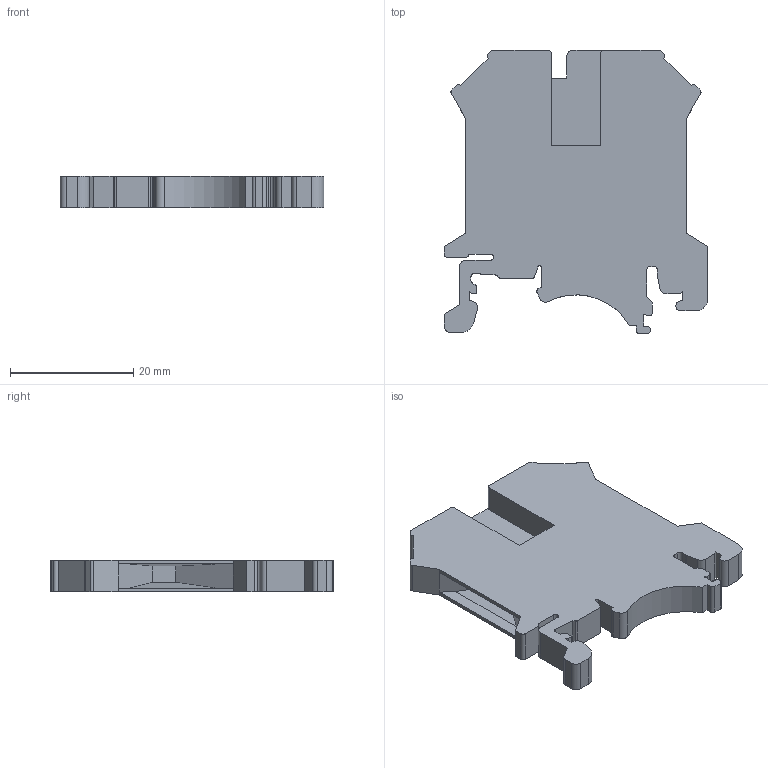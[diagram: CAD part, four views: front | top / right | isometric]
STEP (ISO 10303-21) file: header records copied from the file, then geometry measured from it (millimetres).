
FILE_DESCRIPTION( ( 'STEP AP203' ), '1' );
FILE_NAME( 'CDU2.5N.stp', '2012-05-09T01:53:29', ( ' ' ), ( ' ' ), 'XStep 1.0', ' ', ' ' );
FILE_SCHEMA( ( 'CONFIG_CONTROL_DESIGN) ( )' ) );
Length unit declared in the file: metre
Products named in the file (1): 1
Bounding box: 42.8 x 46 x 5.1 mm (x, y, z)
Volume: 6371.5 mm3; surface area: 4708.8 mm2
Topology: 1 solids, 1 shells, 140 faces, 392 edges, 256 vertices
Faces by surface type: plane 96, cylinder 40, bspline 4
Full cylindrical faces by diameter (mm): 3.5 x2
Entity records: 4554 total; most frequent: CARTESIAN_POINT 859, ORIENTED_EDGE 780, DIRECTION 740, EDGE_CURVE 390, LINE 306, VECTOR 306, VERTEX_POINT 256, AXIS2_PLACEMENT_3D 217
